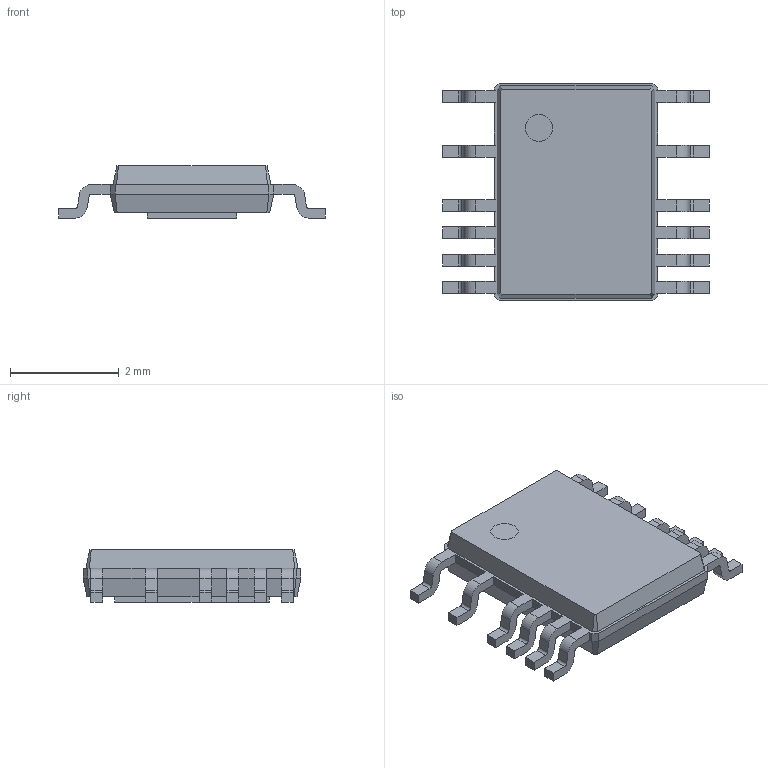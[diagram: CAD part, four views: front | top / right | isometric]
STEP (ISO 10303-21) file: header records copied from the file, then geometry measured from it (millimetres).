
FILE_DESCRIPTION(/* description */ ('model of Analog_MSOP-12-16-1EP_3x4.039mm_P0.5mm_EP1.651x2.845mm'),/* implementation_level */ '2;1');
FILE_NAME(/* name */ 'Analog_MSOP-12-16-1EP_3x4.039mm_P0.5mm_EP1.651x2.845mm.step',/* time_stamp */ '1970-01-01T00:00:00',/* author */ ('KiCAD','kicad'),/* organization */ ('OCCT'),/* preprocessor_version */ '',/* originating_system */ 'KiCAD',/* authorisation */ '');
FILE_SCHEMA(('AUTOMOTIVE_DESIGN { 1 0 10303 214 1 1 1 1 }'));
Length unit declared in the file: millimetre
Products named in the file (1): Analog_MSOP-12-16-1EP_3x4.039mm_P0.5mm_EP1.651x2.845mm
Bounding box: 4.9 x 4 x 0.96 mm (x, y, z)
Volume: 10.8 mm3; surface area: 46.7 mm2
Topology: 1 solids, 1 shells, 212 faces, 569 edges, 361 vertices
Faces by surface type: plane 148, cylinder 48, bspline 16
Entity records: 4275 total; most frequent: ORIENTED_EDGE 980, EDGE_CURVE 569, CARTESIAN_POINT 484, LINE 364, VERTEX_POINT 361, AXIS2_PLACEMENT_3D 259, FACE_BOUND 214, EDGE_LOOP 214
